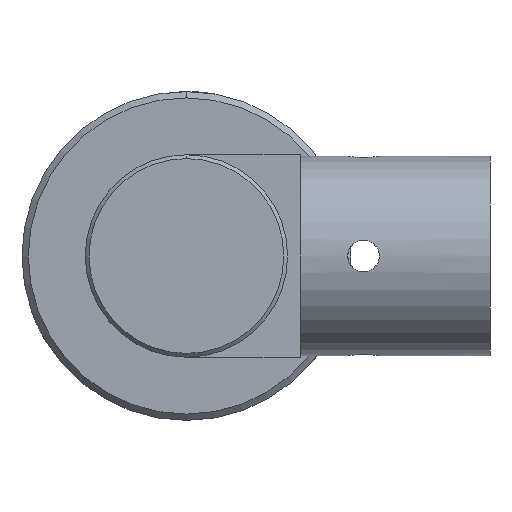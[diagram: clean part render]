
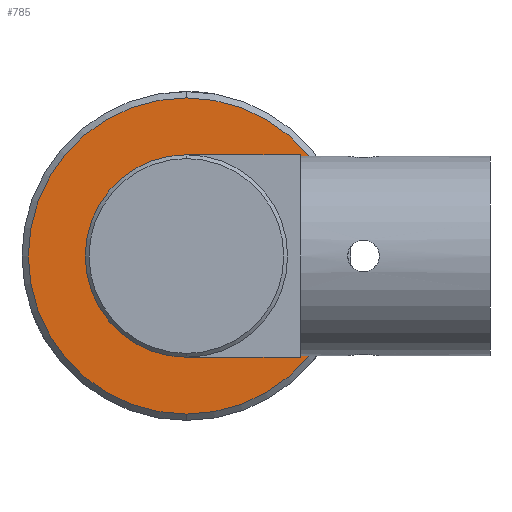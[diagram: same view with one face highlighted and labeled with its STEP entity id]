
A CAD part, left-side view. The second image highlights one B-rep face of the part: STEP entity #785.
In plain terms, the highlighted planar face has unit normal (-1, 0, 0).
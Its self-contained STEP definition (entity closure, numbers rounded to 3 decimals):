
#343 = EDGE_CURVE ( 'NONE', #1051, #1071, #1339, .T. ) ;
#348 = EDGE_CURVE ( 'NONE', #955, #984, #1374, .T. ) ;
#393 = EDGE_CURVE ( 'NONE', #984, #955, #822, .T. ) ;
#409 = EDGE_CURVE ( 'NONE', #1071, #1051, #867, .T. ) ;
#456 = AXIS2_PLACEMENT_3D ( 'NONE', #1899, #1861, #1872 ) ;
#461 = AXIS2_PLACEMENT_3D ( 'NONE', #1922, #1932, #1919 ) ;
#469 = AXIS2_PLACEMENT_3D ( 'NONE', #1625, #1626, #1628 ) ;
#472 = AXIS2_PLACEMENT_3D ( 'NONE', #1643, #1640, #1641 ) ;
#572 = EDGE_LOOP ( 'NONE', ( #1256, #1267 ) ) ;
#631 = EDGE_LOOP ( 'NONE', ( #1258, #1255 ) ) ;
#683 = AXIS2_PLACEMENT_3D ( 'NONE', #2047, #2007, #2008 ) ;
#785 = ADVANCED_FACE ( 'NONE', ( #2396, #2399 ), #2049, .F. ) ;
#822 = CIRCLE ( 'NONE', #472, 12.5 ) ;
#867 = CIRCLE ( 'NONE', #469, 8. ) ;
#955 = VERTEX_POINT ( 'NONE', #2067 ) ;
#984 = VERTEX_POINT ( 'NONE', #2082 ) ;
#1051 = VERTEX_POINT ( 'NONE', #2137 ) ;
#1071 = VERTEX_POINT ( 'NONE', #2158 ) ;
#1255 = ORIENTED_EDGE ( 'NONE', *, *, #409, .F. ) ;
#1256 = ORIENTED_EDGE ( 'NONE', *, *, #393, .T. ) ;
#1258 = ORIENTED_EDGE ( 'NONE', *, *, #343, .F. ) ;
#1267 = ORIENTED_EDGE ( 'NONE', *, *, #348, .T. ) ;
#1339 = CIRCLE ( 'NONE', #456, 8. ) ;
#1374 = CIRCLE ( 'NONE', #461, 12.5 ) ;
#1625 = CARTESIAN_POINT ( 'NONE',  ( -10.5, 0., 0. ) ) ;
#1626 = DIRECTION ( 'NONE',  ( -1., 0., 0. ) ) ;
#1628 = DIRECTION ( 'NONE',  ( 0., 0., 1. ) ) ;
#1640 = DIRECTION ( 'NONE',  ( -1., 0., 0. ) ) ;
#1641 = DIRECTION ( 'NONE',  ( 0., 0., -1. ) ) ;
#1643 = CARTESIAN_POINT ( 'NONE',  ( -10.5, 0., 0. ) ) ;
#1861 = DIRECTION ( 'NONE',  ( -1., 0., 0. ) ) ;
#1872 = DIRECTION ( 'NONE',  ( 0., 0., 1. ) ) ;
#1899 = CARTESIAN_POINT ( 'NONE',  ( -10.5, 0., 0. ) ) ;
#1919 = DIRECTION ( 'NONE',  ( 0., 0., -1. ) ) ;
#1922 = CARTESIAN_POINT ( 'NONE',  ( -10.5, 0., 0. ) ) ;
#1932 = DIRECTION ( 'NONE',  ( -1., 0., 0. ) ) ;
#2007 = DIRECTION ( 'NONE',  ( 1., 0., 0. ) ) ;
#2008 = DIRECTION ( 'NONE',  ( 0., 0., -1. ) ) ;
#2047 = CARTESIAN_POINT ( 'NONE',  ( -10.5, 8., 0. ) ) ;
#2049 = PLANE ( 'NONE',  #683 ) ;
#2067 = CARTESIAN_POINT ( 'NONE',  ( -10.5, 0., 12.5 ) ) ;
#2082 = CARTESIAN_POINT ( 'NONE',  ( -10.5, 0., -12.5 ) ) ;
#2137 = CARTESIAN_POINT ( 'NONE',  ( -10.5, 0., 8. ) ) ;
#2158 = CARTESIAN_POINT ( 'NONE',  ( -10.5, 0., -8. ) ) ;
#2396 = FACE_OUTER_BOUND ( 'NONE', #572, .T. ) ;
#2399 = FACE_BOUND ( 'NONE', #631, .T. ) ;
